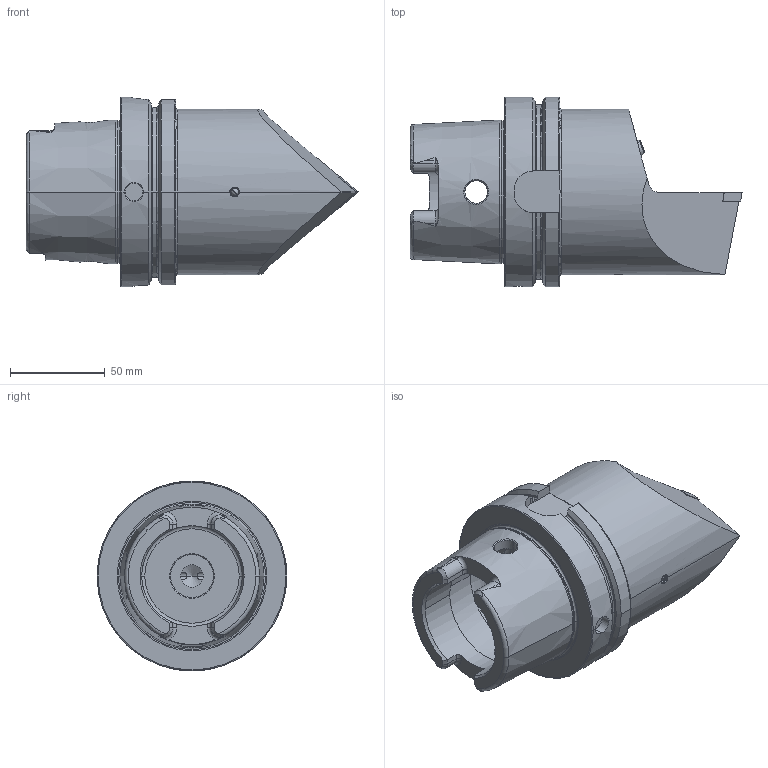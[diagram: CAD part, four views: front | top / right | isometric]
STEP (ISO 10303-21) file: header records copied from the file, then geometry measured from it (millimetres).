
FILE_DESCRIPTION (( 'STEP AP203' ), '1' );
FILE_NAME ('HA0.KCC.NMA.125.STEP', '2011-10-28T12:05:52', ( 'baer' ), ( 'Hewlett-Packard Company' ), 'SwSTEP 2.0', 'SolidWorks 2011', '' );
FILE_SCHEMA (( 'CONFIG_CONTROL_DESIGN' ));
Length unit declared in the file: millimetre
Products named in the file (8): HA0.KCC.NMA.125; KVT_MB_600_050; KU1-U12.001.010; KU1-U12.001.010_2; KU1-U12.001.010_1; WCC-ER2.001.010_A; CCMT120404; HA0-KCC.NMA.125_A
Assembly tree (7 placements, depth 3):
  HA0.KCC.NMA.125
    KU1-U12.001.010
      KU1-U12.001.010_2
      KU1-U12.001.010_1
    KVT_MB_600_050
    WCC-ER2.001.010_A
    CCMT120404
    HA0-KCC.NMA.125_A
Bounding box: 174.9 x 100 x 100 mm (x, y, z)
Volume: 585361.9 mm3; surface area: 70974.6 mm2
Topology: 7 solids, 7 shells, 326 faces, 835 edges, 504 vertices
Faces by surface type: cylinder 98, cone 86, plane 75, torus 45, bspline 16, sphere 6
Entity records: 12137 total; most frequent: CARTESIAN_POINT 3753, ORIENTED_EDGE 1608, DIRECTION 1585, EDGE_CURVE 804, AXIS2_PLACEMENT_3D 645, VERTEX_POINT 495, EDGE_LOOP 343, ADVANCED_FACE 326
